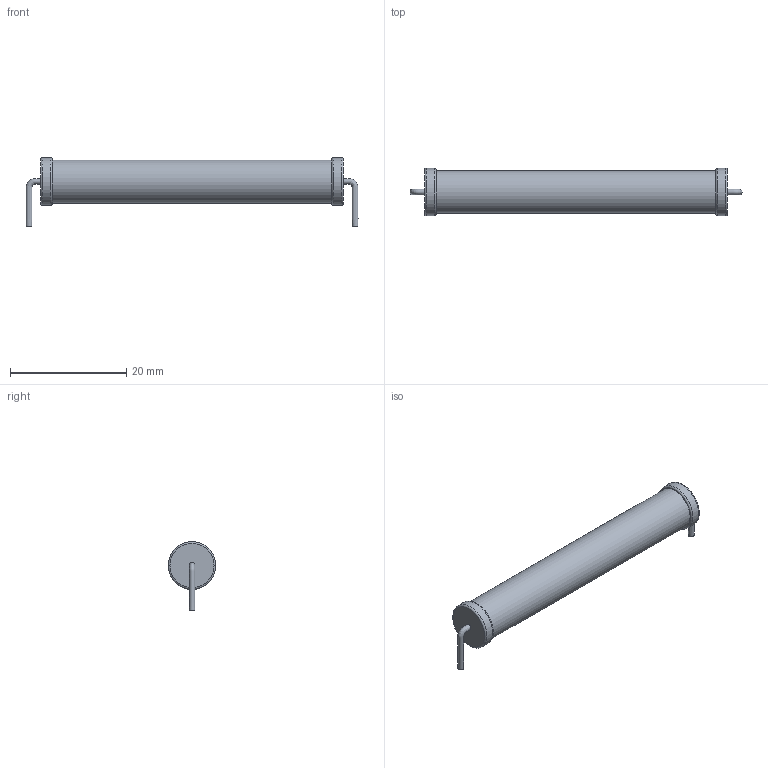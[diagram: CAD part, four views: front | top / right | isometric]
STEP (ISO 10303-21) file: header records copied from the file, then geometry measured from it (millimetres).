
FILE_DESCRIPTION(/* description */ (''),/* implementation_level */ '2;1');
FILE_NAME(/* name */ 'RES_EBG_SSP 52.stp',/* time_stamp */ '2015-12-14T11:41:15+01:00',/* author */ ('riccim'),/* organization */ (''),/* preprocessor_version */ 'ST-DEVELOPER v15.5',/* originating_system */ 'AutoCAD Mechanical',/* authorisation */ '');
FILE_SCHEMA (('AUTOMOTIVE_DESIGN { 1 0 10303 214 3 1 1 }'));
Length unit declared in the file: millimetre
Products named in the file (1): Product
Bounding box: 57.1 x 8.2 x 11.8 mm (x, y, z)
Volume: 2291.7 mm3; surface area: 1566.8 mm2
Topology: 5 solids, 5 shells, 19 faces, 23 edges, 14 vertices
Faces by surface type: plane 10, torus 4, cylinder 3, bspline 2
Full cylindrical faces by diameter (mm): 7.4 x1, 8.2 x2
Entity records: 2157 total; most frequent: CARTESIAN_POINT 1844, DIRECTION 60, ORIENTED_EDGE 32, AXIS2_PLACEMENT_3D 30, EDGE_LOOP 26, FACE_OUTER_BOUND 19, ADVANCED_FACE 19, EDGE_CURVE 16
